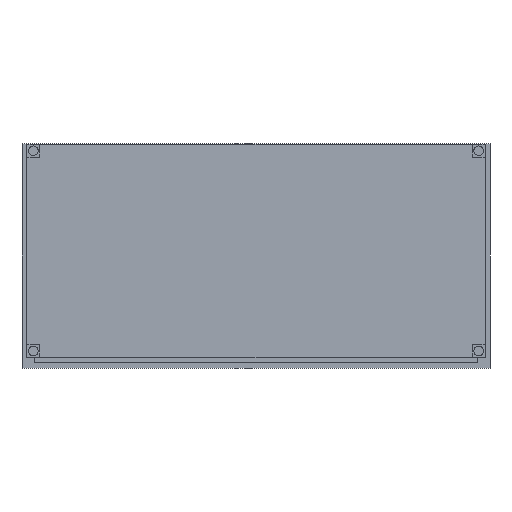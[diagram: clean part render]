
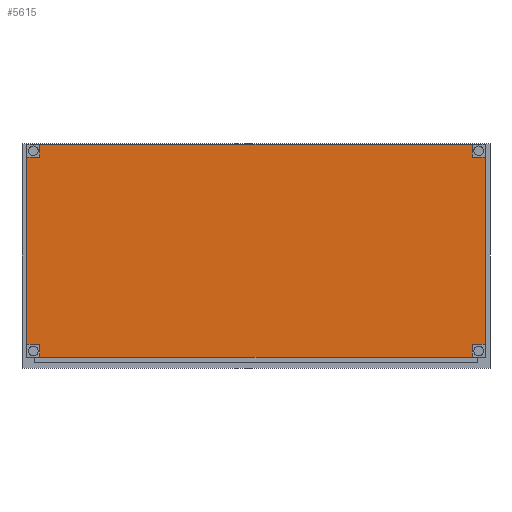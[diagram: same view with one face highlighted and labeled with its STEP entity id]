
A CAD part, front view. The second image highlights one B-rep face of the part: STEP entity #5615.
In plain terms, the highlighted planar face has unit normal (0, -1, 0).
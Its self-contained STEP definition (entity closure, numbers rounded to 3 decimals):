
#485=FACE_OUTER_BOUND('',#839,.T.);
#839=EDGE_LOOP('',(#4795,#4796,#4797,#4798));
#1479=LINE('',#8978,#2167);
#1482=LINE('',#8984,#2170);
#1485=LINE('',#8990,#2173);
#1488=LINE('',#8994,#2176);
#2167=VECTOR('',#7390,10.);
#2170=VECTOR('',#7395,10.);
#2173=VECTOR('',#7400,10.);
#2176=VECTOR('',#7405,10.);
#2697=VERTEX_POINT('',#8975);
#2698=VERTEX_POINT('',#8977);
#2700=VERTEX_POINT('',#8983);
#2702=VERTEX_POINT('',#8989);
#3405=EDGE_CURVE('',#2698,#2697,#1479,.T.);
#3408=EDGE_CURVE('',#2700,#2698,#1482,.T.);
#3411=EDGE_CURVE('',#2702,#2700,#1485,.T.);
#3414=EDGE_CURVE('',#2697,#2702,#1488,.T.);
#4795=ORIENTED_EDGE('',*,*,#3414,.T.);
#4796=ORIENTED_EDGE('',*,*,#3411,.T.);
#4797=ORIENTED_EDGE('',*,*,#3408,.T.);
#4798=ORIENTED_EDGE('',*,*,#3405,.T.);
#5275=PLANE('',#6078);
#5615=ADVANCED_FACE('',(#485),#5275,.T.);
#6078=AXIS2_PLACEMENT_3D('',#8995,#7406,#7407);
#7390=DIRECTION('',(0.,0.,-1.));
#7395=DIRECTION('',(-1.,0.,0.));
#7400=DIRECTION('',(0.,0.,1.));
#7405=DIRECTION('',(1.,0.,0.));
#7406=DIRECTION('center_axis',(0.,-1.,0.));
#7407=DIRECTION('ref_axis',(0.,0.,-1.));
#8975=CARTESIAN_POINT('',(-710.,-395.,-314.));
#8977=CARTESIAN_POINT('',(-710.,-395.,346.));
#8978=CARTESIAN_POINT('',(-710.,-395.,346.));
#8983=CARTESIAN_POINT('',(710.,-395.,346.));
#8984=CARTESIAN_POINT('',(710.,-395.,346.));
#8989=CARTESIAN_POINT('',(710.,-395.,-314.));
#8990=CARTESIAN_POINT('',(710.,-395.,-314.));
#8994=CARTESIAN_POINT('',(-710.,-395.,-314.));
#8995=CARTESIAN_POINT('Origin',(0.,-395.,16.));
